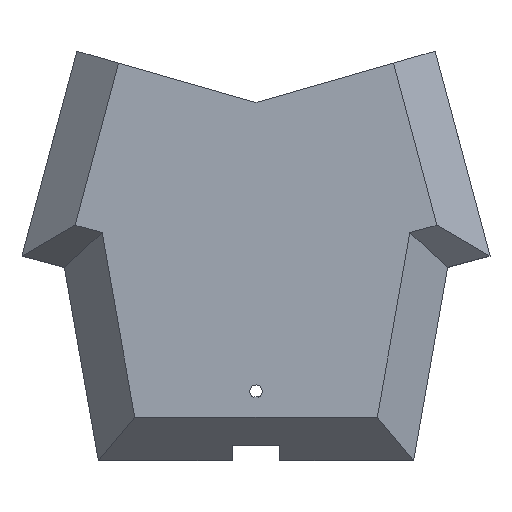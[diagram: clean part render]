
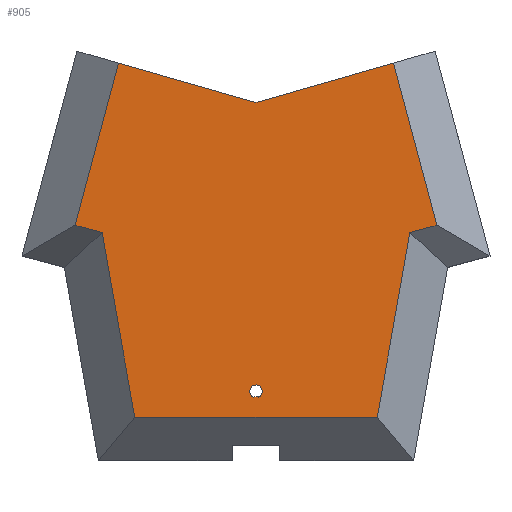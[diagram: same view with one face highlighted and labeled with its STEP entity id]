
A CAD part, top view. The second image highlights one B-rep face of the part: STEP entity #905.
In plain terms, the highlighted planar face has unit normal (0, 0, 1).
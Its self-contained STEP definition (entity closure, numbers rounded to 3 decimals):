
#269 = VERTEX_POINT('',#270);
#270 = CARTESIAN_POINT('',(-28.036,8.,45.));
#303 = VERTEX_POINT('',#304);
#304 = CARTESIAN_POINT('',(28.036,8.,45.));
#310 = EDGE_CURVE('',#269,#303,#311,.T.);
#311 = LINE('',#312,#313);
#312 = CARTESIAN_POINT('',(-36.427,8.,45.));
#313 = VECTOR('',#314,1.);
#314 = DIRECTION('',(1.,0.,0.));
#391 = VERTEX_POINT('',#392);
#392 = CARTESIAN_POINT('',(-35.562,50.68,45.));
#400 = EDGE_CURVE('',#391,#269,#401,.T.);
#401 = LINE('',#402,#403);
#402 = CARTESIAN_POINT('',(-34.456,44.406,45.));
#403 = VECTOR('',#404,1.);
#404 = DIRECTION('',(0.174,-0.985,0.));
#905 = ADVANCED_FACE('',(#906,#964),#993,.T.);
#906 = FACE_BOUND('',#907,.T.);
#907 = EDGE_LOOP('',(#908,#918,#926,#934,#940,#941,#942,#950,#958));
#908 = ORIENTED_EDGE('',*,*,#909,.T.);
#909 = EDGE_CURVE('',#910,#912,#914,.T.);
#910 = VERTEX_POINT('',#911);
#911 = CARTESIAN_POINT('',(31.793,89.864,45.));
#912 = VERTEX_POINT('',#913);
#913 = CARTESIAN_POINT('',(0.,80.741,45.));
#914 = LINE('',#915,#916);
#915 = CARTESIAN_POINT('',(41.406,92.622,45.));
#916 = VECTOR('',#917,1.);
#917 = DIRECTION('',(-0.961,-0.276,0.));
#918 = ORIENTED_EDGE('',*,*,#919,.T.);
#919 = EDGE_CURVE('',#912,#920,#922,.T.);
#920 = VERTEX_POINT('',#921);
#921 = CARTESIAN_POINT('',(-31.793,89.864,45.));
#922 = LINE('',#923,#924);
#923 = CARTESIAN_POINT('',(0.,80.741,45.));
#924 = VECTOR('',#925,1.);
#925 = DIRECTION('',(-0.961,0.276,0.));
#926 = ORIENTED_EDGE('',*,*,#927,.T.);
#927 = EDGE_CURVE('',#920,#928,#930,.T.);
#928 = VERTEX_POINT('',#929);
#929 = CARTESIAN_POINT('',(-41.841,52.363,45.));
#930 = LINE('',#931,#932);
#931 = CARTESIAN_POINT('',(-31.747,90.034,45.));
#932 = VECTOR('',#933,1.);
#933 = DIRECTION('',(-0.259,-0.966,0.));
#934 = ORIENTED_EDGE('',*,*,#935,.T.);
#935 = EDGE_CURVE('',#928,#391,#936,.T.);
#936 = LINE('',#937,#938);
#937 = CARTESIAN_POINT('',(-51.5,54.951,45.));
#938 = VECTOR('',#939,1.);
#939 = DIRECTION('',(0.966,-0.259,0.));
#940 = ORIENTED_EDGE('',*,*,#400,.T.);
#941 = ORIENTED_EDGE('',*,*,#310,.T.);
#942 = ORIENTED_EDGE('',*,*,#943,.T.);
#943 = EDGE_CURVE('',#303,#944,#946,.T.);
#944 = VERTEX_POINT('',#945);
#945 = CARTESIAN_POINT('',(35.562,50.68,45.));
#946 = LINE('',#947,#948);
#947 = CARTESIAN_POINT('',(26.579,-0.264,45.));
#948 = VECTOR('',#949,1.);
#949 = DIRECTION('',(0.174,0.985,0.));
#950 = ORIENTED_EDGE('',*,*,#951,.T.);
#951 = EDGE_CURVE('',#944,#952,#954,.T.);
#952 = VERTEX_POINT('',#953);
#953 = CARTESIAN_POINT('',(41.841,52.363,45.));
#954 = LINE('',#955,#956);
#955 = CARTESIAN_POINT('',(41.715,52.329,45.));
#956 = VECTOR('',#957,1.);
#957 = DIRECTION('',(0.966,0.259,0.));
#958 = ORIENTED_EDGE('',*,*,#959,.T.);
#959 = EDGE_CURVE('',#952,#910,#960,.T.);
#960 = LINE('',#961,#962);
#961 = CARTESIAN_POINT('',(44.429,42.704,45.));
#962 = VECTOR('',#963,1.);
#963 = DIRECTION('',(-0.259,0.966,0.));
#964 = FACE_BOUND('',#965,.T.);
#965 = EDGE_LOOP('',(#966,#977,#986));
#966 = ORIENTED_EDGE('',*,*,#967,.T.);
#967 = EDGE_CURVE('',#968,#970,#972,.T.);
#968 = VERTEX_POINT('',#969);
#969 = CARTESIAN_POINT('',(-0.51,12.643,
    45.));
#970 = VERTEX_POINT('',#971);
#971 = CARTESIAN_POINT('',(1.45,14.,45.));
#972 = CIRCLE('',#973,1.45);
#973 = AXIS2_PLACEMENT_3D('',#974,#975,#976);
#974 = CARTESIAN_POINT('',(0.,14.,45.));
#975 = DIRECTION('',(0.,0.,-1.));
#976 = DIRECTION('',(1.,0.,0.));
#977 = ORIENTED_EDGE('',*,*,#978,.T.);
#978 = EDGE_CURVE('',#970,#979,#981,.T.);
#979 = VERTEX_POINT('',#980);
#980 = CARTESIAN_POINT('',(0.51,12.643,
    45.));
#981 = CIRCLE('',#982,1.45);
#982 = AXIS2_PLACEMENT_3D('',#983,#984,#985);
#983 = CARTESIAN_POINT('',(0.,14.,45.));
#984 = DIRECTION('',(0.,0.,-1.));
#985 = DIRECTION('',(1.,0.,0.));
#986 = ORIENTED_EDGE('',*,*,#987,.F.);
#987 = EDGE_CURVE('',#968,#979,#988,.T.);
#988 = CIRCLE('',#989,1.625);
#989 = AXIS2_PLACEMENT_3D('',#990,#991,#992);
#990 = CARTESIAN_POINT('',(0.,11.1,
    45.));
#991 = DIRECTION('',(0.,0.,-1.));
#992 = DIRECTION('',(1.,0.,0.));
#993 = PLANE('',#994);
#994 = AXIS2_PLACEMENT_3D('',#995,#996,#997);
#995 = CARTESIAN_POINT('',(0.,45.697,45.));
#996 = DIRECTION('',(0.,0.,1.));
#997 = DIRECTION('',(1.,0.,0.));
